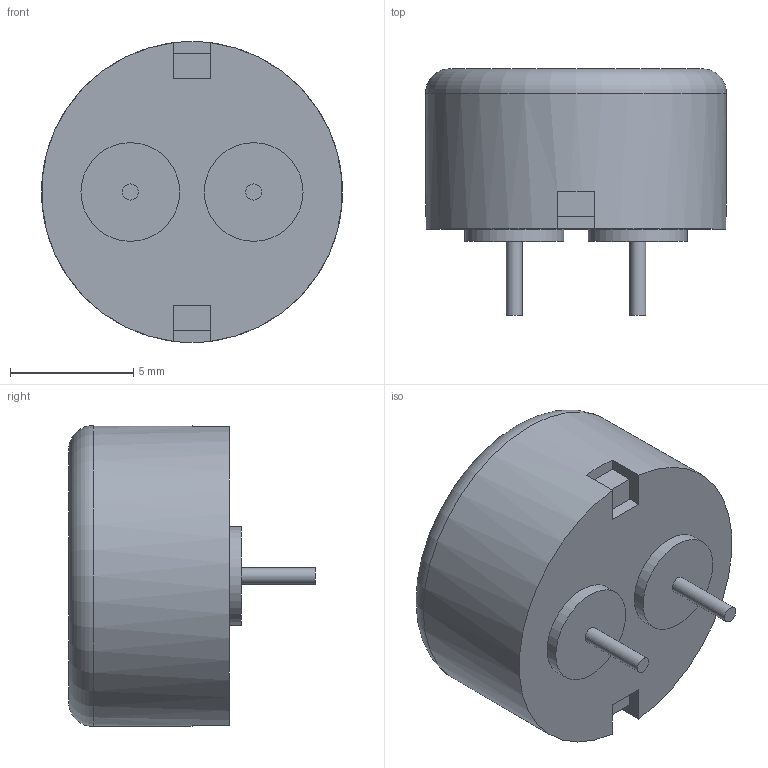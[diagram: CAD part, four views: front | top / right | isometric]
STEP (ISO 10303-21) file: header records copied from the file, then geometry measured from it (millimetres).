
FILE_DESCRIPTION(/* description */ ('STEP AP214'),/* implementation_level */ '2;1');
FILE_NAME(/* name */ 'PS1240P02CT3.step',/* time_stamp */ '2025-04-30T12:13:07+02:00',/* author */ (''),/* organization */ (''),/* preprocessor_version */ 'ST-DEVELOPER v20.1',/* originating_system */ 'Autodesk Translation Framework v14.4.0.0',/* authorisation */ '');
FILE_SCHEMA (('AUTOMOTIVE_DESIGN { 1 0 10303 214 3 1 1 }'));
Length unit declared in the file: millimetre
Products named in the file (1): PS1240P02BT
Bounding box: 12.2 x 10 x 12.2 mm (x, y, z)
Volume: 755.5 mm3; surface area: 508.1 mm2
Topology: 1 solids, 1 shells, 28 faces, 59 edges, 39 vertices
Faces by surface type: plane 20, cylinder 7, torus 1
Full cylindrical faces by diameter (mm): 0.5 x1, 0.65 x2, 2.5 x1, 4 x2, 12.2 x1
Entity records: 837 total; most frequent: DIRECTION 137, CARTESIAN_POINT 127, ORIENTED_EDGE 118, EDGE_CURVE 59, AXIS2_PLACEMENT_3D 49, LINE 39, VECTOR 39, VERTEX_POINT 39
